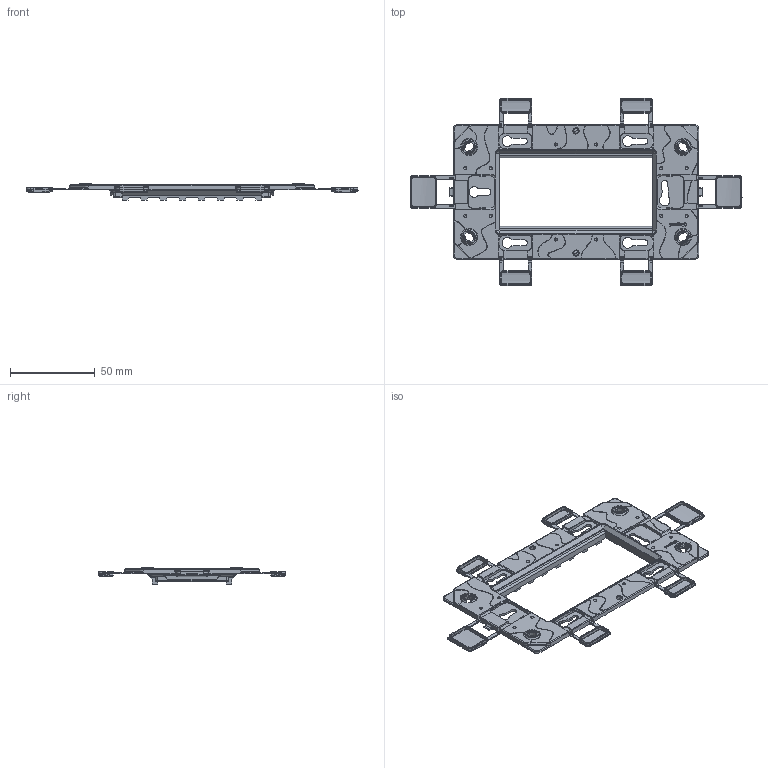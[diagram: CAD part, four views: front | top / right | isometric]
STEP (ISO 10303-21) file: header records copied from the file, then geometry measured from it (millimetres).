
FILE_DESCRIPTION(('CATIA V5 STEP Exchange','CAx-IF Rec.Pracs.--- Model Styling and Organization---1.5--- 2016-08-15','CAx-IF Rec.Pracs.---Supplemental Geometry---1.0---2011-11-01','CAx-IF Rec.Pracs.--- Composite Materials ---1.1---2010-07-15'),'2;1');
FILE_NAME('576011.stp','2022-04-13T09:44:21+00:00',('none'),('none'),'CATIA Version 5-6 Release 2020 SP3','CATIA V5 STEP AP214 v2','none');
FILE_SCHEMA(('AUTOMOTIVE_DESIGN { 1 0 10303 214 1 1 1 1 }'));
Products named in the file (1): 576011
Bounding box: 195.62 x 110.2 x 9.6 mm (x, y, z)
Volume: 23233.6 mm3; surface area: 25311.1 mm2
Topology: 3 solids, 3 shells, 2316 faces, 6506 edges, 4229 vertices
Faces by surface type: plane 1341, cone 296, cylinder 282, bspline 219, extrusion 94, torus 76, sphere 8
Entity records: 88404 total; most frequent: CARTESIAN_POINT 36385, ORIENTED_EDGE 12988, DIRECTION 7134, EDGE_CURVE 6494, VERTEX_POINT 4229, VECTOR 3709, LINE 3615, EDGE_LOOP 2391
